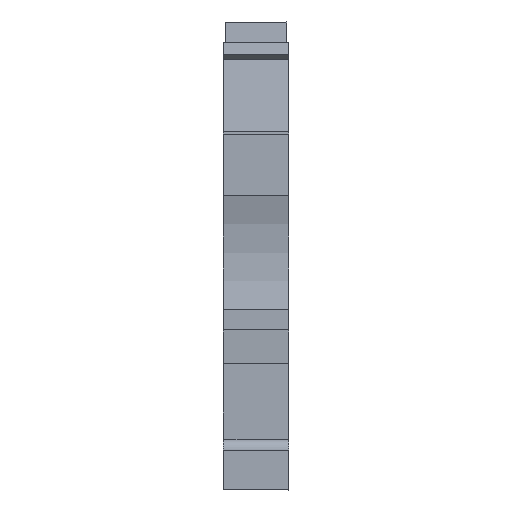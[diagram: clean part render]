
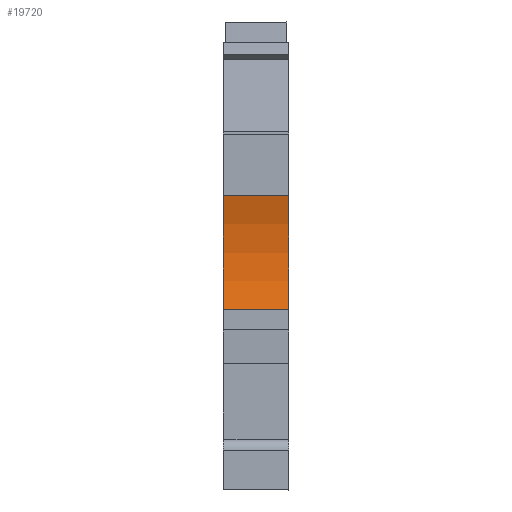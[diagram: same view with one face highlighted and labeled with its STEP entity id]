
A CAD part, front view. The second image highlights one B-rep face of the part: STEP entity #19720.
In plain terms, the highlighted cylindrical face has radius 15 mm (diameter 30 mm), a partial arc.
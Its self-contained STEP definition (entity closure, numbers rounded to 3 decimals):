
#3750=CARTESIAN_POINT('',(-1.68,16.954,
-5.15));
#3760=VERTEX_POINT('',#3750);
#3790=CARTESIAN_POINT('',(-15.334,10.744,
-5.15));
#3800=DIRECTION('',(0.,0.,1.));
#3810=DIRECTION('',(0.993,0.122,
0.));
#3820=AXIS2_PLACEMENT_3D('',#3790,#3800,#3810);
#3830=CIRCLE('',#3820,15.);
#3840=CARTESIAN_POINT('',(-0.583,8.021,
-5.15));
#3850=VERTEX_POINT('',#3840);
#3860=EDGE_CURVE('',#3850,#3760,#3830,.T.);
#7940=CARTESIAN_POINT('',(-0.583,8.021,
0.));
#7950=VERTEX_POINT('',#7940);
#7980=CARTESIAN_POINT('',(-15.334,10.744,
0.));
#7990=DIRECTION('',(0.,0.,1.));
#8000=DIRECTION('',(0.993,0.122,
0.));
#8010=AXIS2_PLACEMENT_3D('',#7980,#7990,#8000);
#8020=CIRCLE('',#8010,15.);
#8030=CARTESIAN_POINT('',(-1.68,16.954,
0.));
#8040=VERTEX_POINT('',#8030);
#8050=EDGE_CURVE('',#7950,#8040,#8020,.T.);
#19380=CARTESIAN_POINT('',(-0.583,8.021,
-5.15));
#19390=DIRECTION('',(0.,0.,1.));
#19400=VECTOR('',#19390,1.);
#19410=LINE('',#19380,#19400);
#19420=EDGE_CURVE('',#3850,#7950,#19410,.T.);
#19560=CARTESIAN_POINT('',(-15.334,10.744,
-5.15));
#19570=DIRECTION('',(0.,0.,1.));
#19580=DIRECTION('',(0.993,0.122,
0.));
#19590=AXIS2_PLACEMENT_3D('',#19560,#19570,#19580);
#19600=CYLINDRICAL_SURFACE('',#19590,15.);
#19610=ORIENTED_EDGE('',*,*,#3860,.F.);
#19620=CARTESIAN_POINT('',(-1.68,16.954,
-5.15));
#19630=DIRECTION('',(0.,0.,1.));
#19640=VECTOR('',#19630,1.);
#19650=LINE('',#19620,#19640);
#19660=EDGE_CURVE('',#3760,#8040,#19650,.T.);
#19670=ORIENTED_EDGE('',*,*,#19660,.F.);
#19680=ORIENTED_EDGE('',*,*,#8050,.T.);
#19690=ORIENTED_EDGE('',*,*,#19420,.T.);
#19700=EDGE_LOOP('',(#19690,#19680,#19670,#19610));
#19710=FACE_OUTER_BOUND('',#19700,.T.);
#19720=ADVANCED_FACE('',(#19710),#19600,.F.);
